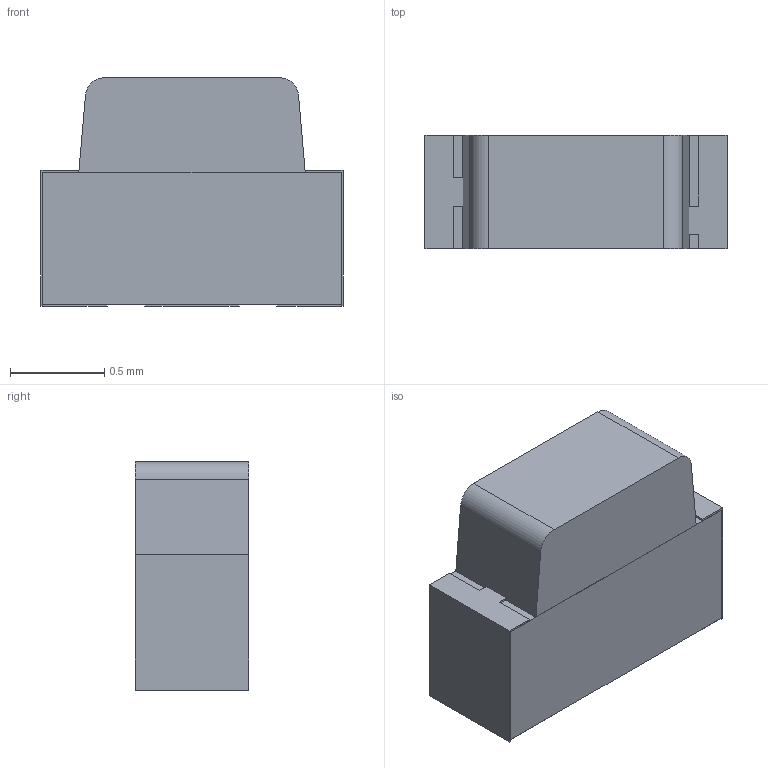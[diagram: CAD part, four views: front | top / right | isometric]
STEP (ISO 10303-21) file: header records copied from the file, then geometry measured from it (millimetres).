
FILE_DESCRIPTION (( 'STEP AP203' ), '1' );
FILE_NAME ('1606-1.2T蚾饜芞.STEP', '2023-04-18T01:38:57', ( 'User' ), ( 'Microsoft' ), 'SwSTEP 2.0', 'SolidWorks 2016', '' );
FILE_SCHEMA (( 'CONFIG_CONTROL_DESIGN' ));
Length unit declared in the file: millimetre
Products named in the file (6): 蝶极; 1606-0.7BT; оƬS-08-1die; 1die-god; 1606-1.2T蚾饜芞; 金球-r
Assembly tree (5 placements, depth 2):
  1606-1.2T蚾饜芞
    1606-0.7BT
    оƬS-08-1die
    1die-god
    金球-r
    蝶极
Bounding box: 1.6 x 0.6 x 1.21 mm (x, y, z)
Volume: 1 mm3; surface area: 12.3 mm2
Topology: 9 solids, 9 shells, 91 faces, 220 edges, 145 vertices
Faces by surface type: plane 77, bspline 8, cylinder 6
Entity records: 3722 total; most frequent: CARTESIAN_POINT 1010, ORIENTED_EDGE 436, DIRECTION 408, EDGE_CURVE 218, LINE 186, VECTOR 186, VERTEX_POINT 145, AXIS2_PLACEMENT_3D 111
